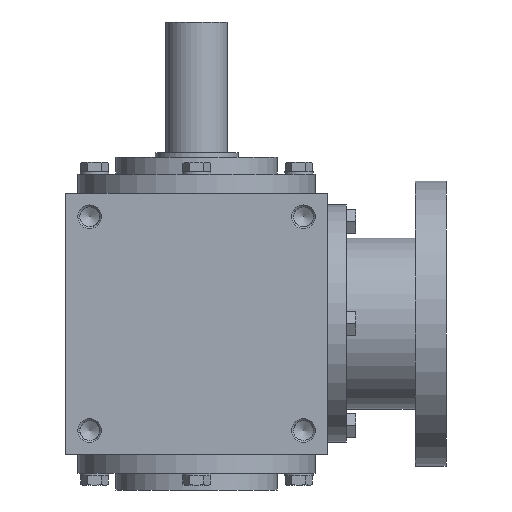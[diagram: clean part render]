
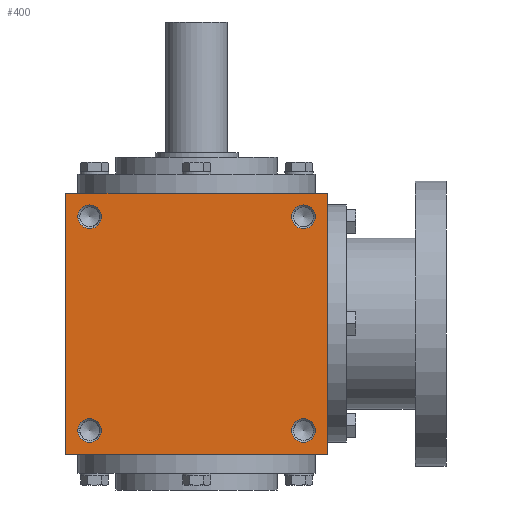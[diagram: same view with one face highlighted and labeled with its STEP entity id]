
A CAD part, front view. The second image highlights one B-rep face of the part: STEP entity #400.
In plain terms, the highlighted planar face has unit normal (0, -1, 0).
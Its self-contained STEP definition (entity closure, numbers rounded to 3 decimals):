
#400 = ADVANCED_FACE( '', ( #841, #842, #843, #844, #845 ), #846, .F. );
#841 = FACE_BOUND( '', #1542, .T. );
#842 = FACE_BOUND( '', #1543, .T. );
#843 = FACE_BOUND( '', #1544, .T. );
#844 = FACE_BOUND( '', #1545, .T. );
#845 = FACE_OUTER_BOUND( '', #1546, .T. );
#846 = PLANE( '', #1547 );
#1542 = EDGE_LOOP( '', ( #2258 ) );
#1543 = EDGE_LOOP( '', ( #2259 ) );
#1544 = EDGE_LOOP( '', ( #2260 ) );
#1545 = EDGE_LOOP( '', ( #2261 ) );
#1546 = EDGE_LOOP( '', ( #2262, #2263, #2264, #2265 ) );
#1547 = AXIS2_PLACEMENT_3D( '', #2266, #2267, #2268 );
#2258 = ORIENTED_EDGE( '', *, *, #3567, .T. );
#2259 = ORIENTED_EDGE( '', *, *, #3568, .T. );
#2260 = ORIENTED_EDGE( '', *, *, #3569, .F. );
#2261 = ORIENTED_EDGE( '', *, *, #3570, .F. );
#2262 = ORIENTED_EDGE( '', *, *, #3571, .T. );
#2263 = ORIENTED_EDGE( '', *, *, #3572, .F. );
#2264 = ORIENTED_EDGE( '', *, *, #3573, .F. );
#2265 = ORIENTED_EDGE( '', *, *, #3574, .T. );
#2266 = CARTESIAN_POINT( '', ( -55., -55., 55. ) );
#2267 = DIRECTION( '', ( 0., 1., 0. ) );
#2268 = DIRECTION( '', ( 0., 0., 1. ) );
#3567 = EDGE_CURVE( '', #4089, #4089, #4090, .T. );
#3568 = EDGE_CURVE( '', #4091, #4091, #4092, .T. );
#3569 = EDGE_CURVE( '', #4093, #4093, #4094, .T. );
#3570 = EDGE_CURVE( '', #4095, #4095, #4096, .T. );
#3571 = EDGE_CURVE( '', #4097, #4098, #4099, .T. );
#3572 = EDGE_CURVE( '', #4100, #4098, #4101, .T. );
#3573 = EDGE_CURVE( '', #4102, #4100, #4103, .T. );
#3574 = EDGE_CURVE( '', #4102, #4097, #4104, .T. );
#4089 = VERTEX_POINT( '', #4814 );
#4090 = CIRCLE( '', #4815, 5. );
#4091 = VERTEX_POINT( '', #4816 );
#4092 = CIRCLE( '', #4817, 5. );
#4093 = VERTEX_POINT( '', #4818 );
#4094 = CIRCLE( '', #4819, 5. );
#4095 = VERTEX_POINT( '', #4820 );
#4096 = CIRCLE( '', #4821, 5. );
#4097 = VERTEX_POINT( '', #4822 );
#4098 = VERTEX_POINT( '', #4823 );
#4099 = LINE( '', #4824, #4825 );
#4100 = VERTEX_POINT( '', #4826 );
#4101 = LINE( '', #4827, #4828 );
#4102 = VERTEX_POINT( '', #4829 );
#4103 = LINE( '', #4830, #4831 );
#4104 = LINE( '', #4832, #4833 );
#4814 = CARTESIAN_POINT( '', ( -45., -55., -40. ) );
#4815 = AXIS2_PLACEMENT_3D( '', #5749, #5750, #5751 );
#4816 = CARTESIAN_POINT( '', ( -45., -55., 50. ) );
#4817 = AXIS2_PLACEMENT_3D( '', #5752, #5753, #5754 );
#4818 = CARTESIAN_POINT( '', ( 45., -55., -50. ) );
#4819 = AXIS2_PLACEMENT_3D( '', #5755, #5756, #5757 );
#4820 = CARTESIAN_POINT( '', ( 45., -55., 40. ) );
#4821 = AXIS2_PLACEMENT_3D( '', #5758, #5759, #5760 );
#4822 = CARTESIAN_POINT( '', ( -55., -55., -55. ) );
#4823 = CARTESIAN_POINT( '', ( 55., -55., -55. ) );
#4824 = CARTESIAN_POINT( '', ( -55., -55., -55. ) );
#4825 = VECTOR( '', #5761, 1000. );
#4826 = CARTESIAN_POINT( '', ( 55., -55., 55. ) );
#4827 = CARTESIAN_POINT( '', ( 55., -55., 55. ) );
#4828 = VECTOR( '', #5762, 1000. );
#4829 = CARTESIAN_POINT( '', ( -55., -55., 55. ) );
#4830 = CARTESIAN_POINT( '', ( -55., -55., 55. ) );
#4831 = VECTOR( '', #5763, 1000. );
#4832 = CARTESIAN_POINT( '', ( -55., -55., 55. ) );
#4833 = VECTOR( '', #5764, 1000. );
#5749 = CARTESIAN_POINT( '', ( -45., -55., -45. ) );
#5750 = DIRECTION( '', ( 0., 1., 0. ) );
#5751 = DIRECTION( '', ( 0., 0., 1. ) );
#5752 = CARTESIAN_POINT( '', ( -45., -55., 45. ) );
#5753 = DIRECTION( '', ( 0., 1., 0. ) );
#5754 = DIRECTION( '', ( 0., 0., 1. ) );
#5755 = CARTESIAN_POINT( '', ( 45., -55., -45. ) );
#5756 = DIRECTION( '', ( 0., -1., 0. ) );
#5757 = DIRECTION( '', ( 0., 0., -1. ) );
#5758 = CARTESIAN_POINT( '', ( 45., -55., 45. ) );
#5759 = DIRECTION( '', ( 0., -1., 0. ) );
#5760 = DIRECTION( '', ( 0., 0., -1. ) );
#5761 = DIRECTION( '', ( 1., 0., 0. ) );
#5762 = DIRECTION( '', ( 0., 0., -1. ) );
#5763 = DIRECTION( '', ( 1., 0., 0. ) );
#5764 = DIRECTION( '', ( 0., 0., -1. ) );
